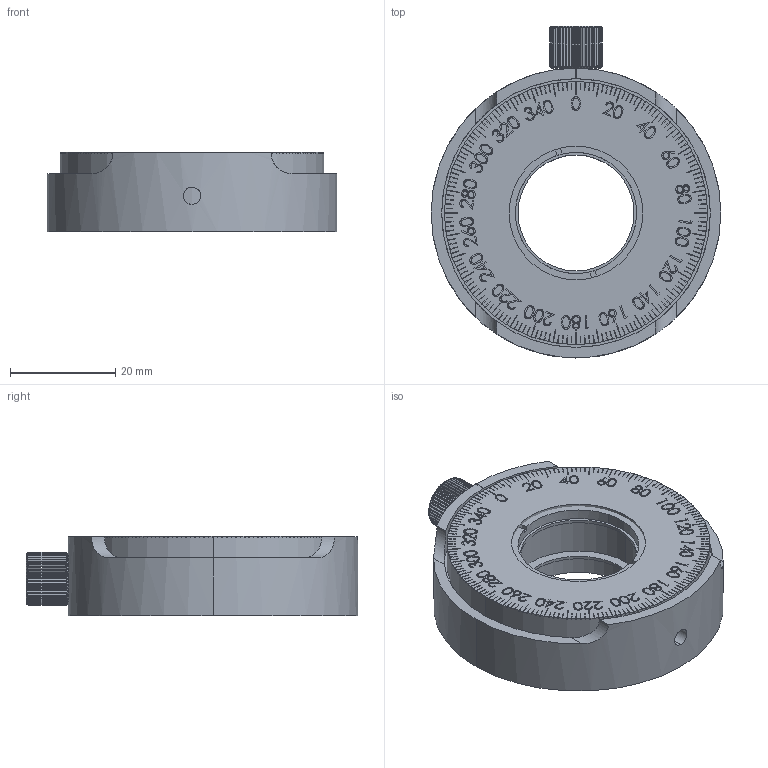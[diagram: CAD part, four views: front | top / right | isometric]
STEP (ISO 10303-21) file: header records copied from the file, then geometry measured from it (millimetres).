
FILE_DESCRIPTION (( 'STEP AP203' ), '1' );
FILE_NAME ('04PLM-2M.STEP', '2021-11-04T02:49:48', ( '' ), ( '' ), 'SwSTEP 2.0', 'SolidWorks 2021', '' );
FILE_SCHEMA (( 'CONFIG_CONTROL_DESIGN' ));
Length unit declared in the file: millimetre
Products named in the file (1): 04PLM-2M
Bounding box: 55 x 63 x 15.05 mm (x, y, z)
Surface area: 13492.2 mm2 (no closed solid volume)
Topology: 0 solids, 11 shells, 1295 faces, 4345 edges, 3048 vertices
Faces by surface type: plane 840, bspline 360, cylinder 83, sphere 8, torus 4
Entity records: 73266 total; most frequent: CARTESIAN_POINT 38963, ORIENTED_EDGE 7072, DIRECTION 5411, EDGE_CURVE 4345, VECTOR 3071, LINE 3071, VERTEX_POINT 3048, EDGE_LOOP 1580
